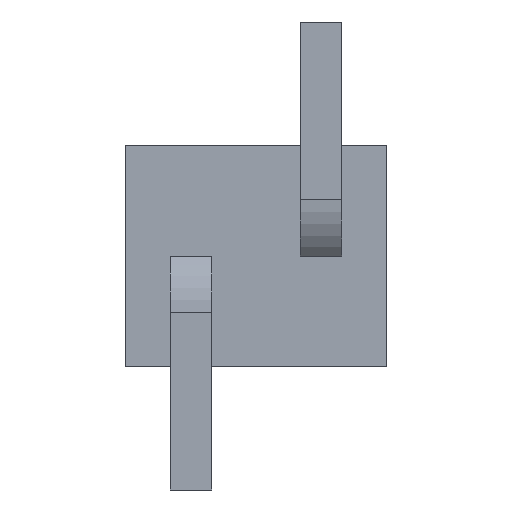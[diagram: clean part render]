
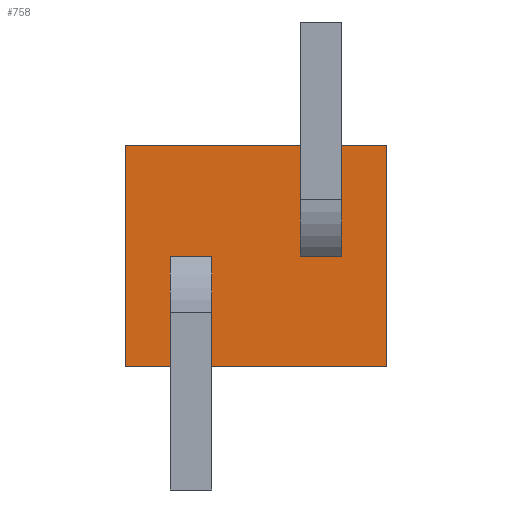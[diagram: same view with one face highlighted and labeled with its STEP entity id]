
A CAD part, front view. The second image highlights one B-rep face of the part: STEP entity #758.
In plain terms, the highlighted planar face has unit normal (0, -1, 0).
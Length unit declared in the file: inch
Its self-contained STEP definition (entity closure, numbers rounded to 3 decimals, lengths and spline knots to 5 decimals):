
#247=ORIENTED_EDGE('',*,*,#339,.F.);
#248=ORIENTED_EDGE('',*,*,#349,.F.);
#249=ORIENTED_EDGE('',*,*,#346,.F.);
#250=ORIENTED_EDGE('',*,*,#343,.F.);
#339=EDGE_CURVE('',#407,#408,#493,.T.);
#343=EDGE_CURVE('',#408,#411,#497,.T.);
#346=EDGE_CURVE('',#411,#413,#500,.T.);
#349=EDGE_CURVE('',#413,#407,#503,.T.);
#407=VERTEX_POINT('',#1239);
#408=VERTEX_POINT('',#1240);
#411=VERTEX_POINT('',#1248);
#413=VERTEX_POINT('',#1254);
#493=LINE('',#1238,#583);
#497=LINE('',#1247,#587);
#500=LINE('',#1253,#590);
#503=LINE('',#1259,#593);
#583=VECTOR('',#1030,39.37008);
#587=VECTOR('',#1036,39.37008);
#590=VECTOR('',#1041,39.37008);
#593=VECTOR('',#1046,39.37008);
#636=EDGE_LOOP('',(#247,#248,#249,#250));
#678=FACE_BOUND('',#636,.T.);
#716=PLANE('',#850);
#758=ADVANCED_FACE('',(#678),#716,.F.);
#850=AXIS2_PLACEMENT_3D('',#1262,#1050,#1051);
#1030=DIRECTION('',(0.,0.,1.));
#1036=DIRECTION('',(1.,0.,0.));
#1041=DIRECTION('',(0.,0.,-1.));
#1046=DIRECTION('',(-1.,0.,0.));
#1050=DIRECTION('',(0.,1.,0.));
#1051=DIRECTION('',(0.,0.,1.));
#1238=CARTESIAN_POINT('',(-0.05,0.,-0.0425));
#1239=CARTESIAN_POINT('',(-0.05,0.,-0.0425));
#1240=CARTESIAN_POINT('',(-0.05,0.,0.0425));
#1247=CARTESIAN_POINT('',(-0.05,0.,0.0425));
#1248=CARTESIAN_POINT('',(0.05,0.,0.0425));
#1253=CARTESIAN_POINT('',(0.05,0.,0.0425));
#1254=CARTESIAN_POINT('',(0.05,0.,-0.0425));
#1259=CARTESIAN_POINT('',(0.05,0.,-0.0425));
#1262=CARTESIAN_POINT('',(0.,0.,0.));
